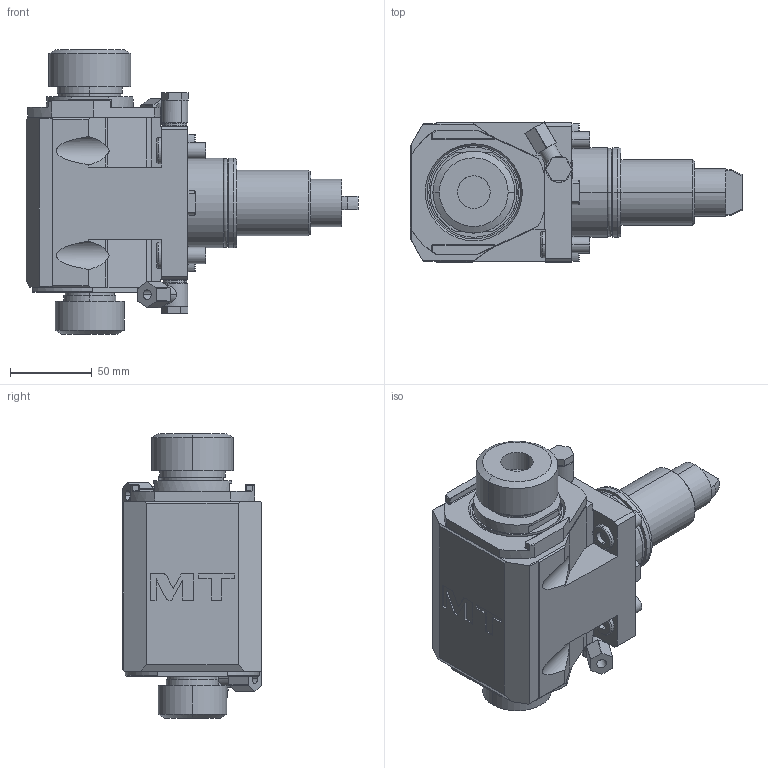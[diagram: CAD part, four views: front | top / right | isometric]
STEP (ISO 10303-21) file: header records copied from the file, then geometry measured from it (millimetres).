
FILE_DESCRIPTION((''),'2;1');
FILE_NAME('DWO1703225_CONF','2023-03-27T16:42:56',('smalpassi'),('M.T. srl'),'CREO PARAMETRIC BY PTC INC, 2021072','CREO PARAMETRIC BY PTC INC, 2021072','');
FILE_SCHEMA(('CONFIG_CONTROL_DESIGN'));
Length unit declared in the file: millimetre
Products named in the file (1): DWO1703225_CONF
Bounding box: 203 x 85.5 x 173.82 mm (x, y, z)
Volume: 1070786.7 mm3; surface area: 101920.4 mm2
Topology: 1 solids, 1 shells, 458 faces, 1111 edges, 714 vertices
Faces by surface type: plane 228, cylinder 164, cone 42, torus 22, extrusion 2
Entity records: 14117 total; most frequent: CARTESIAN_POINT 3133, DIRECTION 2347, ORIENTED_EDGE 2222, EDGE_CURVE 1111, AXIS2_PLACEMENT_3D 874, VERTEX_POINT 714, VECTOR 599, LINE 597
